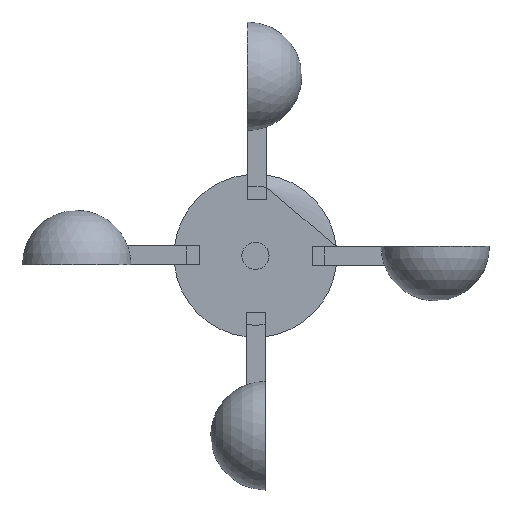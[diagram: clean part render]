
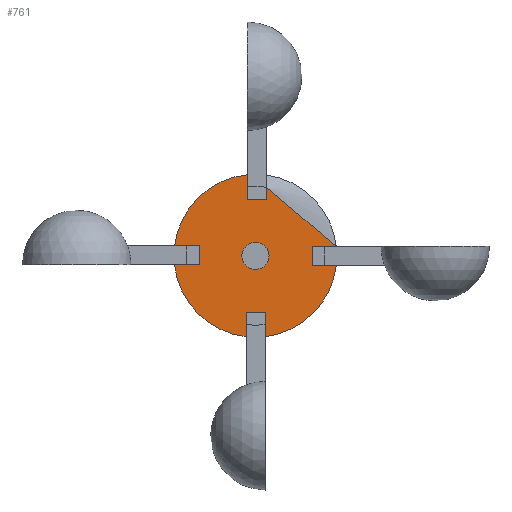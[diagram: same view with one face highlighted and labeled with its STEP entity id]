
A CAD part, top view. The second image highlights one B-rep face of the part: STEP entity #761.
In plain terms, the highlighted face is planar.
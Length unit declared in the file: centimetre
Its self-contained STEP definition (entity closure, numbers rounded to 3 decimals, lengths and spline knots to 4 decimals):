
#30=LINE($,#1132,#98);
#31=LINE($,#1134,#99);
#32=LINE($,#1136,#100);
#33=LINE($,#1140,#101);
#34=LINE($,#1142,#102);
#35=LINE($,#1144,#103);
#36=LINE($,#1148,#104);
#37=LINE($,#1150,#105);
#38=LINE($,#1152,#106);
#39=LINE($,#1156,#107);
#40=LINE($,#1158,#108);
#41=LINE($,#1160,#109);
#98=VECTOR($,#900,0.9383);
#99=VECTOR($,#901,0.7);
#100=VECTOR($,#902,0.9342);
#101=VECTOR($,#905,0.9188);
#102=VECTOR($,#906,0.7);
#103=VECTOR($,#907,0.9057);
#104=VECTOR($,#910,0.8961);
#105=VECTOR($,#911,0.7);
#106=VECTOR($,#912,0.8932);
#107=VECTOR($,#915,0.8875);
#108=VECTOR($,#916,0.7);
#109=VECTOR($,#917,0.8889);
#167=PLANE($,#810);
#197=FACE_BOUND($,#249,.T.);
#198=FACE_BOUND($,#250,.T.);
#249=EDGE_LOOP($,(#529));
#250=EDGE_LOOP($,(#530,#531,#532,#533,#534,#535,#536,#537,#538,#539,#540,
#541,#542,#543,#544,#545));
#297=CIRCLE($,#808,0.5);
#298=CIRCLE($,#811,3.);
#299=CIRCLE($,#812,3.);
#300=CIRCLE($,#813,3.);
#301=CIRCLE($,#814,3.);
#335=VERTEX_POINT($,#1126);
#336=VERTEX_POINT($,#1130);
#337=VERTEX_POINT($,#1131);
#338=VERTEX_POINT($,#1133);
#339=VERTEX_POINT($,#1135);
#340=VERTEX_POINT($,#1137);
#341=VERTEX_POINT($,#1139);
#342=VERTEX_POINT($,#1141);
#343=VERTEX_POINT($,#1143);
#344=VERTEX_POINT($,#1145);
#345=VERTEX_POINT($,#1147);
#346=VERTEX_POINT($,#1149);
#347=VERTEX_POINT($,#1151);
#348=VERTEX_POINT($,#1153);
#349=VERTEX_POINT($,#1155);
#350=VERTEX_POINT($,#1157);
#351=VERTEX_POINT($,#1159);
#413=EDGE_CURVE($,#335,#335,#297,.T.);
#414=EDGE_CURVE($,#336,#337,#30,.T.);
#415=EDGE_CURVE($,#338,#336,#31,.T.);
#416=EDGE_CURVE($,#339,#338,#32,.T.);
#417=EDGE_CURVE($,#339,#340,#298,.T.);
#418=EDGE_CURVE($,#341,#340,#33,.T.);
#419=EDGE_CURVE($,#342,#341,#34,.T.);
#420=EDGE_CURVE($,#343,#342,#35,.T.);
#421=EDGE_CURVE($,#343,#344,#299,.T.);
#422=EDGE_CURVE($,#345,#344,#36,.T.);
#423=EDGE_CURVE($,#346,#345,#37,.T.);
#424=EDGE_CURVE($,#347,#346,#38,.T.);
#425=EDGE_CURVE($,#347,#348,#300,.T.);
#426=EDGE_CURVE($,#349,#348,#39,.T.);
#427=EDGE_CURVE($,#350,#349,#40,.T.);
#428=EDGE_CURVE($,#351,#350,#41,.T.);
#429=EDGE_CURVE($,#351,#337,#301,.T.);
#529=ORIENTED_EDGE($,*,*,#413,.T.);
#530=ORIENTED_EDGE($,*,*,#414,.F.);
#531=ORIENTED_EDGE($,*,*,#415,.F.);
#532=ORIENTED_EDGE($,*,*,#416,.F.);
#533=ORIENTED_EDGE($,*,*,#417,.T.);
#534=ORIENTED_EDGE($,*,*,#418,.F.);
#535=ORIENTED_EDGE($,*,*,#419,.F.);
#536=ORIENTED_EDGE($,*,*,#420,.F.);
#537=ORIENTED_EDGE($,*,*,#421,.T.);
#538=ORIENTED_EDGE($,*,*,#422,.F.);
#539=ORIENTED_EDGE($,*,*,#423,.F.);
#540=ORIENTED_EDGE($,*,*,#424,.F.);
#541=ORIENTED_EDGE($,*,*,#425,.T.);
#542=ORIENTED_EDGE($,*,*,#426,.F.);
#543=ORIENTED_EDGE($,*,*,#427,.F.);
#544=ORIENTED_EDGE($,*,*,#428,.F.);
#545=ORIENTED_EDGE($,*,*,#429,.T.);
#761=ADVANCED_FACE($,(#197,#198),#167,.T.);
#808=AXIS2_PLACEMENT_3D($,#1127,#894,#895);
#810=AXIS2_PLACEMENT_3D($,#1129,#898,#899);
#811=AXIS2_PLACEMENT_3D($,#1138,#903,#904);
#812=AXIS2_PLACEMENT_3D($,#1146,#908,#909);
#813=AXIS2_PLACEMENT_3D($,#1154,#913,#914);
#814=AXIS2_PLACEMENT_3D($,#1161,#918,#919);
#894=DIRECTION('center_axis',(0.,0.,1.));
#895=DIRECTION('ref_axis',(1.,0.,0.));
#898=DIRECTION('center_axis',(0.,0.,-1.));
#899=DIRECTION('ref_axis',(-1.,0.,0.));
#900=DIRECTION($,(-1.,0.,0.));
#901=DIRECTION($,(0.,-1.,0.));
#902=DIRECTION($,(1.,0.,0.));
#903=DIRECTION('center_axis',(0.,0.,-1.));
#904=DIRECTION('ref_axis',(1.,0.,0.));
#905=DIRECTION($,(0.,1.,0.));
#906=DIRECTION($,(-1.,0.,0.));
#907=DIRECTION($,(0.,-1.,0.));
#908=DIRECTION('center_axis',(0.,0.,-1.));
#909=DIRECTION('ref_axis',(1.,0.,0.));
#910=DIRECTION($,(1.,0.,0.));
#911=DIRECTION($,(0.,1.,0.));
#912=DIRECTION($,(-1.,0.,0.));
#913=DIRECTION('center_axis',(0.,0.,-1.));
#914=DIRECTION('ref_axis',(1.,0.,0.));
#915=DIRECTION($,(0.,-1.,0.));
#916=DIRECTION($,(1.,0.,0.));
#917=DIRECTION($,(0.,1.,0.));
#918=DIRECTION('center_axis',(0.,0.,-1.));
#919=DIRECTION('ref_axis',(1.,0.,0.));
#1126=CARTESIAN_POINT('',(-10.5192,9.9927,0.));
#1127=CARTESIAN_POINT('Origin',(-10.0192,9.9927,0.));
#1129=CARTESIAN_POINT('Origin',(-10.02,9.9942,0.));
#1130=CARTESIAN_POINT('',(-12.0632,9.6619,0.));
#1131=CARTESIAN_POINT('',(-13.0015,9.6619,0.));
#1132=CARTESIAN_POINT($,(-13.3126,9.6619,0.));
#1133=CARTESIAN_POINT('',(-12.0632,10.3619,0.));
#1134=CARTESIAN_POINT($,(-12.0632,10.0781,0.));
#1135=CARTESIAN_POINT('',(-12.9974,10.3619,0.));
#1136=CARTESIAN_POINT($,(-12.2916,10.3619,0.));
#1137=CARTESIAN_POINT('',(-10.3142,12.9798,0.));
#1138=CARTESIAN_POINT('Origin',(-10.02,9.9942,0.));
#1139=CARTESIAN_POINT('',(-10.3142,12.061,0.));
#1140=CARTESIAN_POINT($,(-10.3142,13.2986,0.));
#1141=CARTESIAN_POINT('',(-9.6142,12.061,0.));
#1142=CARTESIAN_POINT($,(-9.9171,12.061,0.));
#1143=CARTESIAN_POINT('',(-9.6142,12.9667,0.));
#1144=CARTESIAN_POINT($,(-9.6142,12.2776,0.));
#1145=CARTESIAN_POINT('',(-7.0391,10.3319,0.));
#1146=CARTESIAN_POINT('Origin',(-10.02,9.9942,0.));
#1147=CARTESIAN_POINT('',(-7.9352,10.3319,0.));
#1148=CARTESIAN_POINT($,(-6.7066,10.3319,0.));
#1149=CARTESIAN_POINT('',(-7.9352,9.6319,0.));
#1150=CARTESIAN_POINT($,(-7.9352,9.9131,0.));
#1151=CARTESIAN_POINT('',(-7.042,9.6319,0.));
#1152=CARTESIAN_POINT($,(-7.7276,9.6319,0.));
#1153=CARTESIAN_POINT('',(-9.6642,7.0154,0.));
#1154=CARTESIAN_POINT('Origin',(-10.02,9.9942,0.));
#1155=CARTESIAN_POINT('',(-9.6642,7.9029,0.));
#1156=CARTESIAN_POINT($,(-9.6642,6.6776,0.));
#1157=CARTESIAN_POINT('',(-10.3642,7.9029,0.));
#1158=CARTESIAN_POINT($,(-10.0921,7.9029,0.));
#1159=CARTESIAN_POINT('',(-10.3642,7.014,0.));
#1160=CARTESIAN_POINT($,(-10.3642,7.6986,0.));
#1161=CARTESIAN_POINT('Origin',(-10.02,9.9942,0.));
